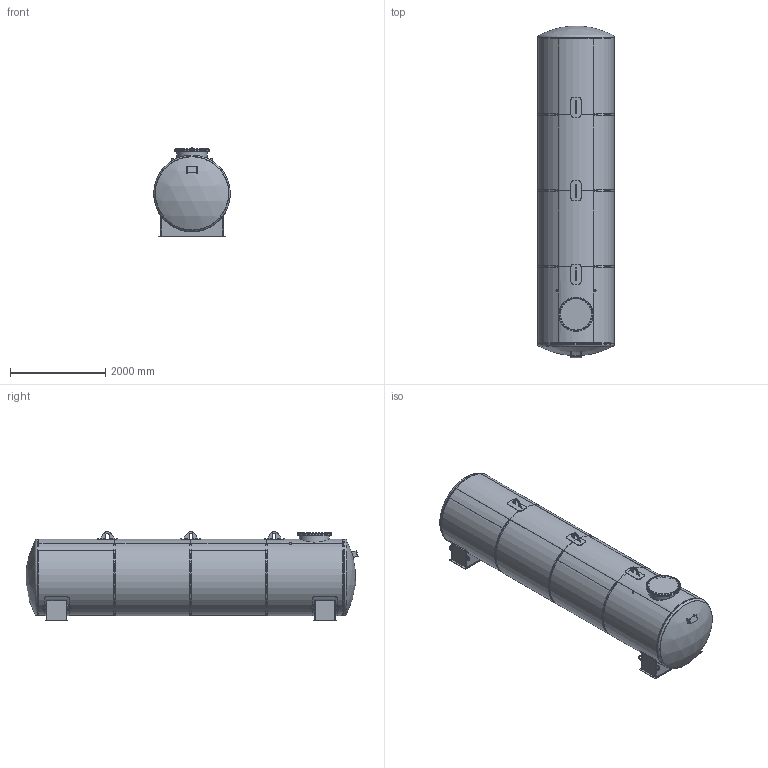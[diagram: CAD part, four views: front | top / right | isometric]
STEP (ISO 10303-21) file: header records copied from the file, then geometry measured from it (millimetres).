
FILE_DESCRIPTION(/* description */ (''),/* implementation_level */ '2;1');
FILE_NAME(/* name */ 'dh3c_cad-101210_202208.stp',/* time_stamp */ '2022-09-05T15:17:31+02:00',/* author */ ('mh'),/* organization */ (''),/* preprocessor_version */ 'ST-DEVELOPER v18.1',/* originating_system */ 'Autodesk Inventor 2022',/* authorisation */ '');
FILE_SCHEMA (('AUTOMOTIVE_DESIGN { 1 0 10303 214 3 1 1 }'));
Length unit declared in the file: millimetre
Products named in the file (1): Bauteil11
Bounding box: 1606 x 6960.53 x 1863 mm (x, y, z)
Surface area: 151153392.7 mm2 (no closed solid volume)
Topology: 0 solids, 141 shells, 1576 faces, 3371 edges, 2146 vertices
Faces by surface type: plane 886, cone 352, cylinder 322, sphere 8, torus 8
Full cylindrical faces by diameter (mm): 13.835 x32, 16 x32, 17 x32, 18 x64, 22.49 x32, 30 x32, 30.291 x2, 39.5 x2, 580 x1, 600 x2, 630 x1, 660 x1, 720 x2, 1590 x6, 1600 x8, 1606 x2
Entity records: 44496 total; most frequent: CARTESIAN_POINT 9828, DIRECTION 6751, ORIENTED_EDGE 6742, EDGE_CURVE 3371, AXIS2_PLACEMENT_3D 2615, VERTEX_POINT 2146, EDGE_LOOP 1911, FACE_OUTER_BOUND 1576
